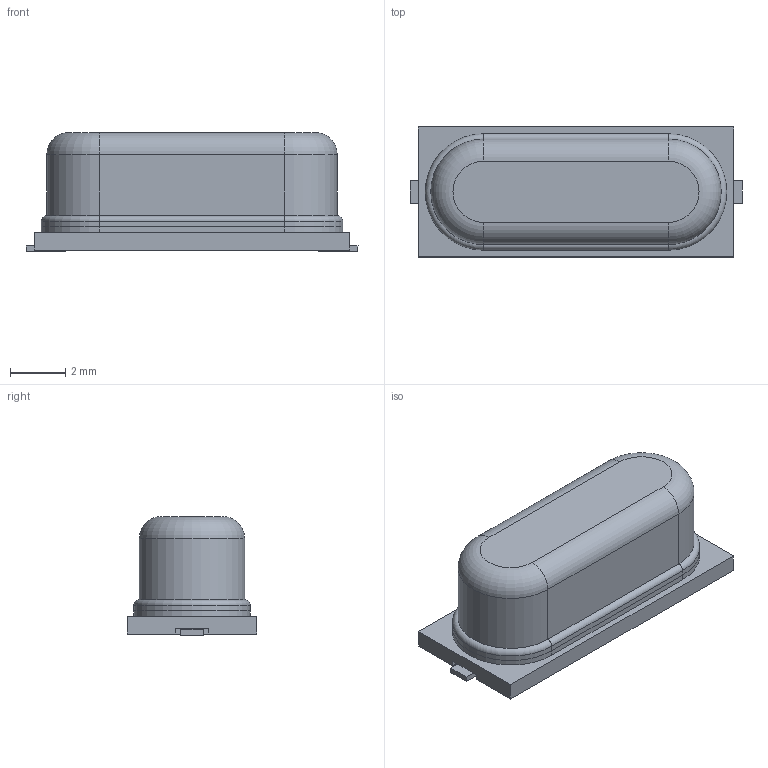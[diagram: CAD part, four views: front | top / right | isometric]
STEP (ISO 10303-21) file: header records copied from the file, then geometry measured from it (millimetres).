
FILE_DESCRIPTION((''),'2;1');
FILE_NAME('XTAL_CITIZEN_HCM49.stp','2014-07-22T15:42:29',(''),(''),'Mechanical Desktop 2011','Mechanical Desktop 2011',', , ');
FILE_SCHEMA(('AUTOMOTIVE_DESIGN { 1 2 10303 214 1 1 1 1 }'));
Length unit declared in the file: millimetre
Products named in the file (1): Product
Bounding box: 12 x 4.7 x 4.3 mm (x, y, z)
Volume: 188.5 mm3; surface area: 571.5 mm2
Topology: 7 solids, 7 shells, 54 faces, 116 edges, 76 vertices
Faces by surface type: plane 28, bspline 12, cylinder 10, torus 4
Entity records: 1500 total; most frequent: CARTESIAN_POINT 283, ORIENTED_EDGE 232, DIRECTION 228, EDGE_CURVE 116, VECTOR 90, LINE 90, VERTEX_POINT 76, AXIS2_PLACEMENT_3D 69
